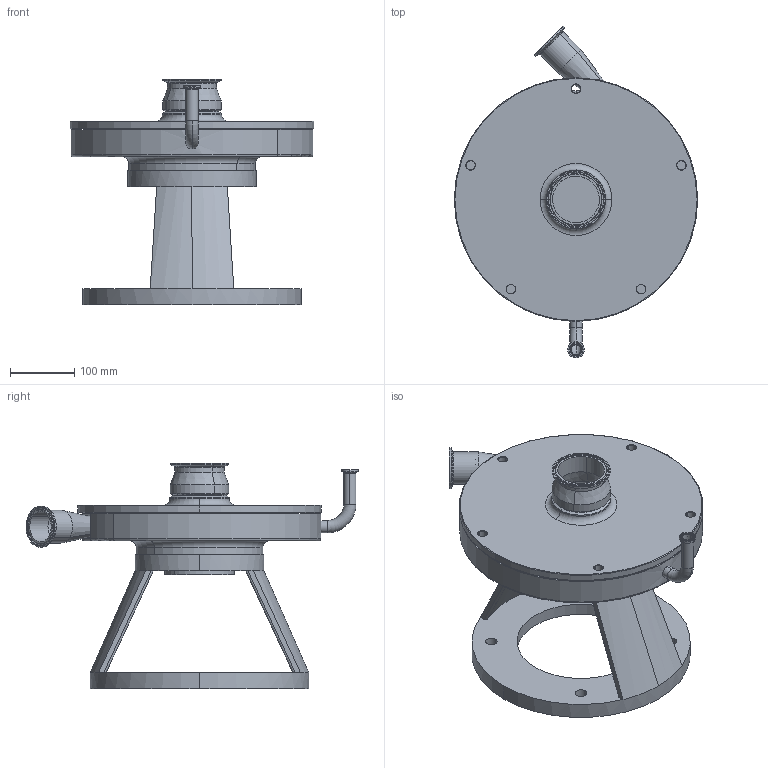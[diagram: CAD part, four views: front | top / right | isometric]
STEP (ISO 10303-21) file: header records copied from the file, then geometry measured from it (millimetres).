
FILE_DESCRIPTION (( 'STEP AP214' ), '1' );
FILE_NAME ('FPR 751-752 320TC 45L 3-4 IN ELBOW FRONT DRAIN.STEP', '2023-01-04T20:45:36', ( '' ), ( '' ), 'SwSTEP 2.0', 'SolidWorks 2021', '' );
FILE_SCHEMA (( 'AUTOMOTIVE_DESIGN' ));
Length unit declared in the file: millimetre
Products named in the file (1): FPR 751-752 320TC 45L 3-4 IN ELBOW FRONT DRAIN
Bounding box: 379 x 516.77 x 351.5 mm (x, y, z)
Volume: 8196328.2 mm3; surface area: 920033.5 mm2
Topology: 2 solids, 2 shells, 234 faces, 520 edges, 307 vertices
Faces by surface type: cylinder 81, torus 60, cone 52, plane 29, bspline 10, sphere 2
Entity records: 7257 total; most frequent: CARTESIAN_POINT 1848, DIRECTION 1256, ORIENTED_EDGE 1040, AXIS2_PLACEMENT_3D 555, EDGE_CURVE 520, CIRCLE 330, VERTEX_POINT 307, EDGE_LOOP 275
